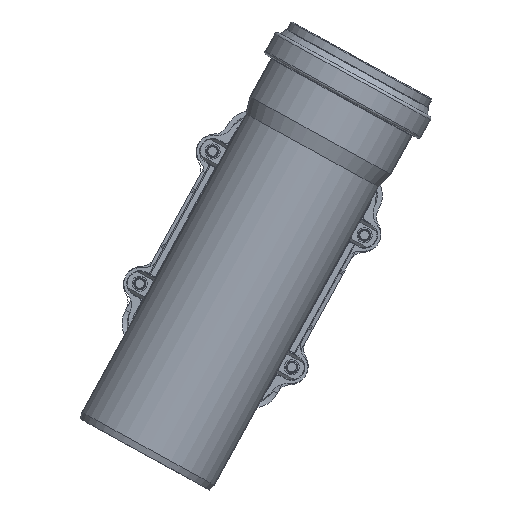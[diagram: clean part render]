
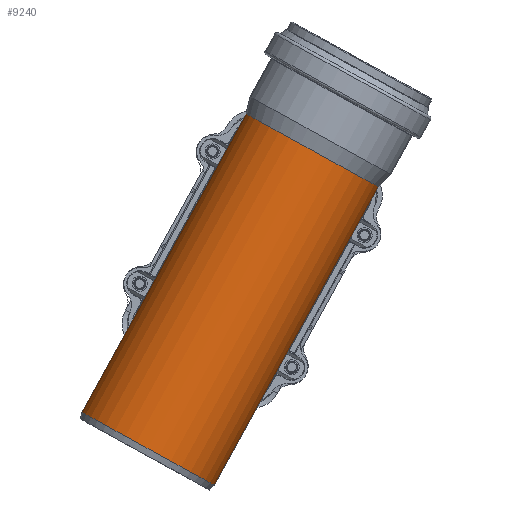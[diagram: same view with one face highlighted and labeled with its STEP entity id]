
A CAD part, left-side view. The second image highlights one B-rep face of the part: STEP entity #9240.
In plain terms, the highlighted cylindrical face has radius 80.1 mm (diameter 160.2 mm), a full revolution.
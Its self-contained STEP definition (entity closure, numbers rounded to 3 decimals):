
#130=B_SPLINE_CURVE_WITH_KNOTS('',3,(#13999,#14000,#14001,#14002,#14003,
#14004,#14005,#14006,#14007,#14008),.UNSPECIFIED.,.F.,.F.,(4,2,2,2,4),(0.,
1.311,2.622,3.933,5.245),
 .UNSPECIFIED.);
#131=B_SPLINE_CURVE_WITH_KNOTS('',3,(#14011,#14012,#14013,#14014,#14015,
#14016,#14017,#14018,#14019,#14020),.UNSPECIFIED.,.F.,.F.,(4,2,2,2,4),(11.203,
12.514,13.825,15.137,16.448),
 .UNSPECIFIED.);
#132=B_SPLINE_CURVE_WITH_KNOTS('',3,(#14027,#14028,#14029,#14030,#14031,
#14032,#14033,#14034,#14035,#14036),.UNSPECIFIED.,.F.,.F.,(4,2,2,2,4),(0.,
1.311,2.622,3.933,5.245),
 .UNSPECIFIED.);
#133=B_SPLINE_CURVE_WITH_KNOTS('',3,(#14038,#14039,#14040,#14041,#14042,
#14043,#14044,#14045,#14046,#14047),.UNSPECIFIED.,.F.,.F.,(4,2,2,2,4),(11.203,
12.514,13.825,15.137,16.448),
 .UNSPECIFIED.);
#209=FACE_BOUND('',#3254,.T.);
#210=FACE_BOUND('',#3255,.T.);
#665=LINE('',#13394,#1571);
#710=LINE('',#13585,#1616);
#1571=VECTOR('',#10668,228.1);
#1616=VECTOR('',#10823,228.1);
#2501=CYLINDRICAL_SURFACE('',#9909,80.1);
#2703=FACE_OUTER_BOUND('',#3253,.T.);
#3253=EDGE_LOOP('',(#6996));
#3254=EDGE_LOOP('',(#6997));
#3255=EDGE_LOOP('',(#6998,#6999,#7000,#7001,#7002,#7003,#7004,#7005));
#3826=CIRCLE('',#9902,80.1);
#3827=CIRCLE('',#9906,80.1);
#3828=CIRCLE('',#9910,80.1);
#3829=CIRCLE('',#9911,80.1);
#4102=VERTEX_POINT('',#13391);
#4103=VERTEX_POINT('',#13393);
#4157=VERTEX_POINT('',#13582);
#4158=VERTEX_POINT('',#13584);
#4262=VERTEX_POINT('',#13993);
#4263=VERTEX_POINT('',#13994);
#4264=VERTEX_POINT('',#14010);
#4265=VERTEX_POINT('',#14023);
#4266=VERTEX_POINT('',#14049);
#4267=VERTEX_POINT('',#14051);
#5024=EDGE_CURVE('',#4103,#4102,#665,.T.);
#5103=EDGE_CURVE('',#4157,#4158,#710,.T.);
#5286=EDGE_CURVE('',#4262,#4263,#3826,.T.);
#5289=EDGE_CURVE('',#4157,#4262,#130,.T.);
#5290=EDGE_CURVE('',#4264,#4158,#131,.T.);
#5292=EDGE_CURVE('',#4265,#4264,#3827,.T.);
#5294=EDGE_CURVE('',#4102,#4265,#132,.T.);
#5295=EDGE_CURVE('',#4263,#4103,#133,.T.);
#5296=EDGE_CURVE('',#4266,#4266,#3828,.T.);
#5297=EDGE_CURVE('',#4267,#4267,#3829,.T.);
#6996=ORIENTED_EDGE('',*,*,#5296,.F.);
#6997=ORIENTED_EDGE('',*,*,#5297,.T.);
#6998=ORIENTED_EDGE('',*,*,#5286,.T.);
#6999=ORIENTED_EDGE('',*,*,#5295,.T.);
#7000=ORIENTED_EDGE('',*,*,#5024,.T.);
#7001=ORIENTED_EDGE('',*,*,#5294,.T.);
#7002=ORIENTED_EDGE('',*,*,#5292,.T.);
#7003=ORIENTED_EDGE('',*,*,#5290,.T.);
#7004=ORIENTED_EDGE('',*,*,#5103,.F.);
#7005=ORIENTED_EDGE('',*,*,#5289,.T.);
#9240=ADVANCED_FACE('',(#2703,#209,#210),#2501,.T.);
#9902=AXIS2_PLACEMENT_3D('',#13995,#11243,#11244);
#9906=AXIS2_PLACEMENT_3D('',#14024,#11254,#11255);
#9909=AXIS2_PLACEMENT_3D('',#14048,#11261,#11262);
#9910=AXIS2_PLACEMENT_3D('',#14050,#11263,#11264);
#9911=AXIS2_PLACEMENT_3D('',#14052,#11265,#11266);
#10668=DIRECTION('',(0.,-1.,0.));
#10823=DIRECTION('',(0.,-1.,0.));
#11243=DIRECTION('center_axis',(0.,1.,0.));
#11244=DIRECTION('ref_axis',(1.,0.,0.));
#11254=DIRECTION('center_axis',(0.,-1.,0.));
#11255=DIRECTION('ref_axis',(1.,0.,0.));
#11261=DIRECTION('center_axis',(0.,-1.,0.));
#11262=DIRECTION('ref_axis',(1.,0.,0.));
#11263=DIRECTION('center_axis',(0.,-1.,0.));
#11264=DIRECTION('ref_axis',(1.,0.,0.));
#11265=DIRECTION('center_axis',(0.,-1.,0.));
#11266=DIRECTION('ref_axis',(1.,0.,0.));
#13391=CARTESIAN_POINT('',(0.,122.05,-80.1));
#13393=CARTESIAN_POINT('',(0.,350.15,-80.1));
#13394=CARTESIAN_POINT('',(0.,187.517,-80.1));
#13582=CARTESIAN_POINT('',(0.,350.15,80.1));
#13584=CARTESIAN_POINT('',(0.,122.05,80.1));
#13585=CARTESIAN_POINT('',(0.,187.517,80.1));
#13993=CARTESIAN_POINT('',(48.1,366.2,64.05));
#13994=CARTESIAN_POINT('',(48.1,366.2,-64.05));
#13995=CARTESIAN_POINT('Origin',(0.,366.2,0.));
#13999=CARTESIAN_POINT('Ctrl Pts',(0.,350.15,80.1));
#14000=CARTESIAN_POINT('Ctrl Pts',(3.989,351.936,80.1));
#14001=CARTESIAN_POINT('Ctrl Pts',(8.142,353.797,79.798));
#14002=CARTESIAN_POINT('Ctrl Pts',(16.518,357.409,78.493));
#14003=CARTESIAN_POINT('Ctrl Pts',(20.741,359.16,77.491));
#14004=CARTESIAN_POINT('Ctrl Pts',(29.028,362.26,74.782));
#14005=CARTESIAN_POINT('Ctrl Pts',(33.092,363.611,73.077));
#14006=CARTESIAN_POINT('Ctrl Pts',(40.881,365.576,69.022));
#14007=CARTESIAN_POINT('Ctrl Pts',(44.605,366.2,66.675));
#14008=CARTESIAN_POINT('Ctrl Pts',(48.1,366.2,64.05));
#14010=CARTESIAN_POINT('',(48.1,106.,64.05));
#14011=CARTESIAN_POINT('Ctrl Pts',(48.1,106.,64.05));
#14012=CARTESIAN_POINT('Ctrl Pts',(44.605,106.,66.675));
#14013=CARTESIAN_POINT('Ctrl Pts',(40.881,106.624,69.022));
#14014=CARTESIAN_POINT('Ctrl Pts',(33.092,108.589,73.077));
#14015=CARTESIAN_POINT('Ctrl Pts',(29.028,109.94,74.782));
#14016=CARTESIAN_POINT('Ctrl Pts',(20.741,113.04,77.491));
#14017=CARTESIAN_POINT('Ctrl Pts',(16.518,114.791,78.493));
#14018=CARTESIAN_POINT('Ctrl Pts',(8.142,118.403,79.798));
#14019=CARTESIAN_POINT('Ctrl Pts',(3.989,120.264,80.1));
#14020=CARTESIAN_POINT('Ctrl Pts',(0.,122.05,80.1));
#14023=CARTESIAN_POINT('',(48.1,106.,-64.05));
#14024=CARTESIAN_POINT('Origin',(0.,106.,0.));
#14027=CARTESIAN_POINT('Ctrl Pts',(0.,122.05,-80.1));
#14028=CARTESIAN_POINT('Ctrl Pts',(3.989,120.264,-80.1));
#14029=CARTESIAN_POINT('Ctrl Pts',(8.142,118.403,-79.798));
#14030=CARTESIAN_POINT('Ctrl Pts',(16.518,114.791,-78.493));
#14031=CARTESIAN_POINT('Ctrl Pts',(20.741,113.04,-77.491));
#14032=CARTESIAN_POINT('Ctrl Pts',(29.028,109.94,-74.782));
#14033=CARTESIAN_POINT('Ctrl Pts',(33.092,108.589,-73.077));
#14034=CARTESIAN_POINT('Ctrl Pts',(40.881,106.624,-69.022));
#14035=CARTESIAN_POINT('Ctrl Pts',(44.605,106.,-66.675));
#14036=CARTESIAN_POINT('Ctrl Pts',(48.1,106.,-64.05));
#14038=CARTESIAN_POINT('Ctrl Pts',(48.1,366.2,-64.05));
#14039=CARTESIAN_POINT('Ctrl Pts',(44.605,366.2,-66.675));
#14040=CARTESIAN_POINT('Ctrl Pts',(40.881,365.576,-69.022));
#14041=CARTESIAN_POINT('Ctrl Pts',(33.092,363.611,-73.077));
#14042=CARTESIAN_POINT('Ctrl Pts',(29.028,362.26,-74.782));
#14043=CARTESIAN_POINT('Ctrl Pts',(20.741,359.16,-77.491));
#14044=CARTESIAN_POINT('Ctrl Pts',(16.518,357.409,-78.493));
#14045=CARTESIAN_POINT('Ctrl Pts',(8.142,353.797,-79.798));
#14046=CARTESIAN_POINT('Ctrl Pts',(3.989,351.936,-80.1));
#14047=CARTESIAN_POINT('Ctrl Pts',(0.,350.15,-80.1));
#14048=CARTESIAN_POINT('Origin',(0.,187.517,0.));
#14049=CARTESIAN_POINT('',(80.1,7.,0.));
#14050=CARTESIAN_POINT('Origin',(0.,7.,0.));
#14051=CARTESIAN_POINT('',(80.1,368.034,0.));
#14052=CARTESIAN_POINT('Origin',(0.,368.034,0.));
